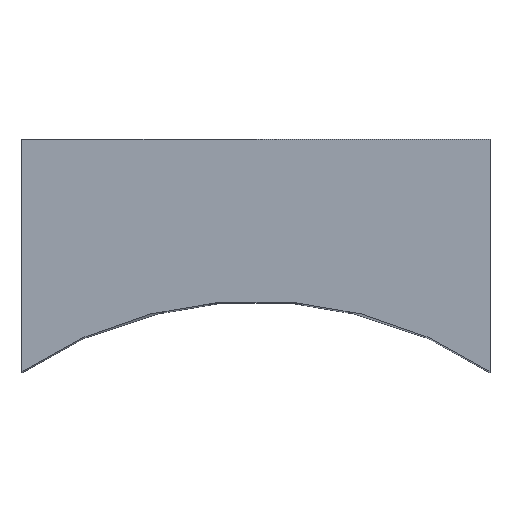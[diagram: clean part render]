
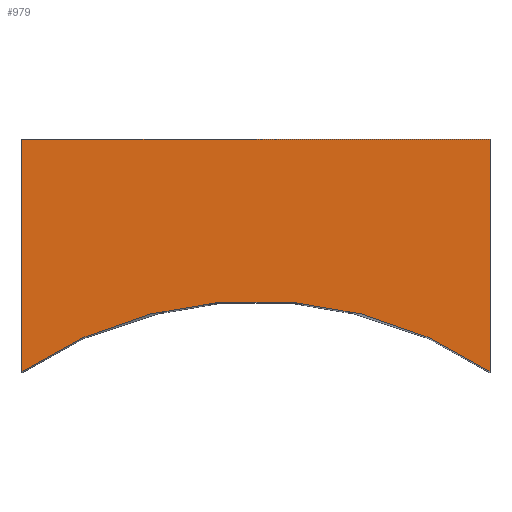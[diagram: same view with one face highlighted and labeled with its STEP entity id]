
A CAD part, top view. The second image highlights one B-rep face of the part: STEP entity #979.
In plain terms, the highlighted planar face has unit normal (0, 0, 1).
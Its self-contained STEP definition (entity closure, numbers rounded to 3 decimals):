
#16 = ORIENTED_EDGE ( 'NONE', *, *, #224, .F. ) ;
#74 = ORIENTED_EDGE ( 'NONE', *, *, #1044, .F. ) ;
#76 = CARTESIAN_POINT ( 'NONE',  ( 43.495, -13.18, 70. ) ) ;
#80 = DIRECTION ( 'NONE',  ( 0., 0., 1. ) ) ;
#104 = FACE_OUTER_BOUND ( 'NONE', #845, .T. ) ;
#224 = EDGE_CURVE ( 'NONE', #1262, #316, #762, .T. ) ;
#279 = CARTESIAN_POINT ( 'NONE',  ( -43.495, -178.005, 70. ) ) ;
#291 = LINE ( 'NONE', #1191, #835 ) ;
#316 = VERTEX_POINT ( 'NONE', #1147 ) ;
#338 = ORIENTED_EDGE ( 'NONE', *, *, #594, .T. ) ;
#385 = DIRECTION ( 'NONE',  ( 0., 0., 1. ) ) ;
#413 = DIRECTION ( 'NONE',  ( 1., 0., 0. ) ) ;
#444 = AXIS2_PLACEMENT_3D ( 'NONE', #1041, #385, #948 ) ;
#475 = VERTEX_POINT ( 'NONE', #76 ) ;
#494 = CARTESIAN_POINT ( 'NONE',  ( 43.495, -178.005, 70. ) ) ;
#496 = CARTESIAN_POINT ( 'NONE',  ( -43.495, -13.18, 70. ) ) ;
#579 = VECTOR ( 'NONE', #782, 1000. ) ;
#594 = EDGE_CURVE ( 'NONE', #475, #1163, #1095, .T. ) ;
#667 = DIRECTION ( 'NONE',  ( 1., 0., 0. ) ) ;
#762 = LINE ( 'NONE', #279, #1135 ) ;
#782 = DIRECTION ( 'NONE',  ( 0., 1., 0. ) ) ;
#835 = VECTOR ( 'NONE', #413, 1000. ) ;
#845 = EDGE_LOOP ( 'NONE', ( #74, #338, #1153, #16 ) ) ;
#948 = DIRECTION ( 'NONE',  ( 1., 0., 0. ) ) ;
#963 = PLANE ( 'NONE',  #1081 ) ;
#970 = CIRCLE ( 'NONE', #444, 78.359 ) ;
#979 = ADVANCED_FACE ( 'NONE', ( #104 ), #963, .T. ) ;
#1041 = CARTESIAN_POINT ( 'NONE',  ( 0., -78.359, 70. ) ) ;
#1044 = EDGE_CURVE ( 'NONE', #475, #1262, #970, .T. ) ;
#1048 = CARTESIAN_POINT ( 'NONE',  ( -43.495, -178.005, 70. ) ) ;
#1081 = AXIS2_PLACEMENT_3D ( 'NONE', #1048, #80, #667 ) ;
#1084 = DIRECTION ( 'NONE',  ( 0., 1., 0. ) ) ;
#1095 = LINE ( 'NONE', #494, #579 ) ;
#1103 = EDGE_CURVE ( 'NONE', #316, #1163, #291, .T. ) ;
#1135 = VECTOR ( 'NONE', #1084, 1000. ) ;
#1147 = CARTESIAN_POINT ( 'NONE',  ( -43.495, 30., 70. ) ) ;
#1153 = ORIENTED_EDGE ( 'NONE', *, *, #1103, .F. ) ;
#1163 = VERTEX_POINT ( 'NONE', #1205 ) ;
#1191 = CARTESIAN_POINT ( 'NONE',  ( -43.495, 30., 70. ) ) ;
#1205 = CARTESIAN_POINT ( 'NONE',  ( 43.495, 30., 70. ) ) ;
#1262 = VERTEX_POINT ( 'NONE', #496 ) ;
